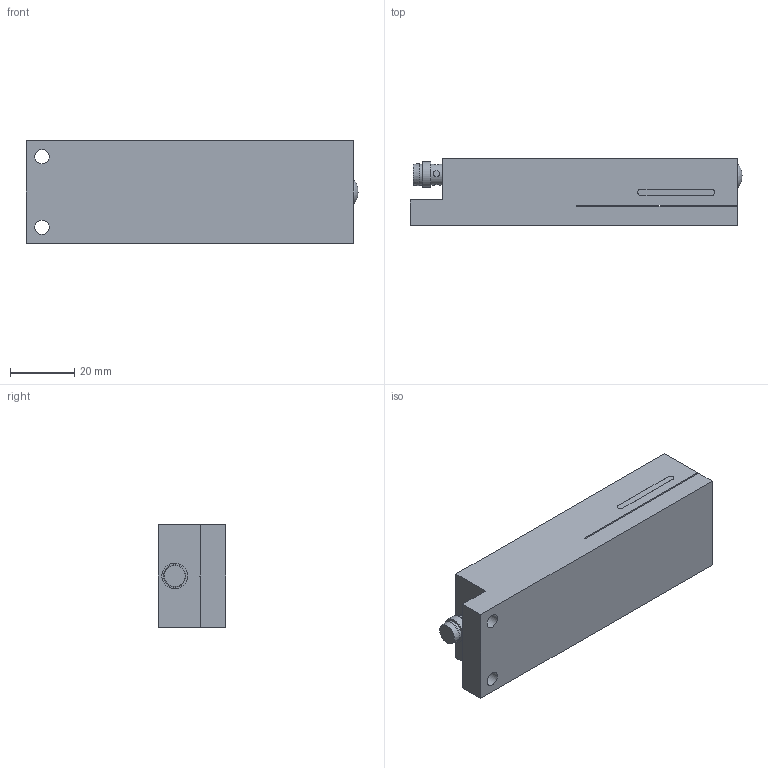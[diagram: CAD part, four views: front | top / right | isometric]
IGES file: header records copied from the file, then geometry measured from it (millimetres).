
Global section: file name: No Iges File Name specified; native system: AutoDesk Inventor R10; preprocessor: AutoDesk Inventor Iges Exporter R10; author: No Author specified; organization: No Organization specified; date: 20080124.143218; units: millimetre
Bounding box: 103.5 x 21 x 32 mm (x, y, z)
Volume: 63880.6 mm3; surface area: 15633.4 mm2
Topology: 3 solids, 3 shells, 147 faces, 345 edges, 232 vertices
Faces by surface type: plane 125, revolution 16, cylinder 4, cone 1, bspline 1
Full cylindrical faces by diameter (mm): 2 x1, 6.5 x2, 8 x1
